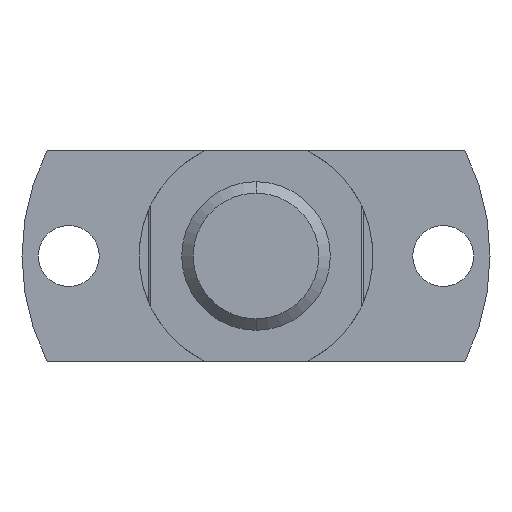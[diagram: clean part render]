
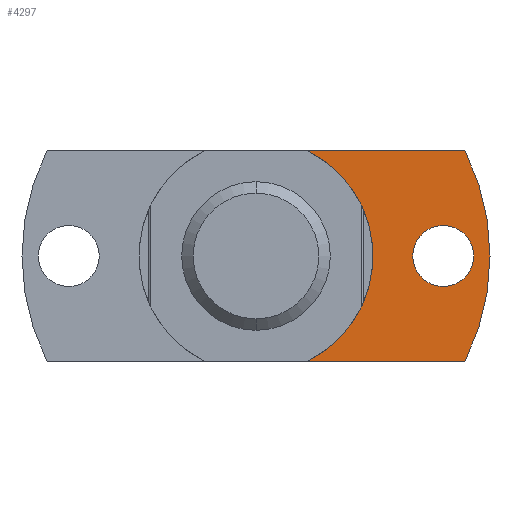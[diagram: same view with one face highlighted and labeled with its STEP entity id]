
A CAD part, front view. The second image highlights one B-rep face of the part: STEP entity #4297.
In plain terms, the highlighted planar face has unit normal (0, -1, 0).
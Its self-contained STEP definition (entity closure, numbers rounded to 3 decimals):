
#58 = VECTOR ( 'NONE', #523, 1000. ) ;
#188 = EDGE_CURVE ( 'Defeature ausgef�hrt2_47+Defeature ausgef�hrt2_2+Defeature ausgef�hrt2_2+Defeature ausgef�hrt2_2', #3313, #2715, #1138, .T. ) ;
#494 = ORIENTED_EDGE ( 'NONE', *, *, #188, .F. ) ;
#523 = DIRECTION ( 'NONE',  ( -1., 0., 0. ) ) ;
#525 = CARTESIAN_POINT ( 'NONE',  ( 0., -5.8, 0. ) ) ;
#579 = EDGE_LOOP ( 'NONE', ( #3179, #3900, #627, #2470 ) ) ;
#626 = DIRECTION ( 'NONE',  ( 0., 0., -1. ) ) ;
#627 = ORIENTED_EDGE ( 'NONE', *, *, #4281, .F. ) ;
#830 = CARTESIAN_POINT ( 'NONE',  ( 0., -5.8, -4.5 ) ) ;
#886 = CARTESIAN_POINT ( 'NONE',  ( 8.93, -5.8, -4.5 ) ) ;
#1026 = CIRCLE ( 'NONE', #1109, 1.3 ) ;
#1045 = AXIS2_PLACEMENT_3D ( 'NONE', #2695, #3419, #626 ) ;
#1058 = FACE_OUTER_BOUND ( 'NONE', #579, .T. ) ;
#1102 = EDGE_CURVE ( 'Defeature ausgef�hrt2_47+Defeature ausgef�hrt2_2+Defeature ausgef�hrt2_2+Defeature ausgef�hrt2_2', #2715, #3313, #1026, .T. ) ;
#1109 = AXIS2_PLACEMENT_3D ( 'NONE', #1111, #3525, #3855 ) ;
#1111 = CARTESIAN_POINT ( 'NONE',  ( 8., -5.8, 0. ) ) ;
#1138 = CIRCLE ( 'NONE', #2456, 1.3 ) ;
#1159 = VERTEX_POINT ( 'NONE', #3914 ) ;
#1169 = DIRECTION ( 'NONE',  ( 0., -1., 0. ) ) ;
#1204 = CARTESIAN_POINT ( 'NONE',  ( 0., -5.8, 4.5 ) ) ;
#1820 = VERTEX_POINT ( 'NONE', #2920 ) ;
#1856 = DIRECTION ( 'NONE',  ( 0., 0., 1. ) ) ;
#1899 = DIRECTION ( 'NONE',  ( 1., 0., 0. ) ) ;
#1905 = EDGE_CURVE ( 'Defeature ausgef�hrt2_16+Defeature ausgef�hrt2_2+Defeature ausgef�hrt2_3+Defeature ausgef�hrt2_4', #2717, #4317, #2697, .T. ) ;
#1924 = CARTESIAN_POINT ( 'NONE',  ( 8., -5.8, -1.3 ) ) ;
#1952 = ORIENTED_EDGE ( 'NONE', *, *, #1102, .F. ) ;
#2197 = PLANE ( 'NONE',  #3646 ) ;
#2282 = EDGE_CURVE ( 'Defeature ausgef�hrt2_2+Defeature ausgef�hrt2_4+Defeature ausgef�hrt2_15+Defeature ausgef�hrt2_16', #1820, #4317, #2948, .T. ) ;
#2298 = CARTESIAN_POINT ( 'NONE',  ( 2.179, -5.8, -4.5 ) ) ;
#2305 = CARTESIAN_POINT ( 'NONE',  ( 8., -5.8, 1.3 ) ) ;
#2399 = DIRECTION ( 'NONE',  ( 0., -1., 0. ) ) ;
#2456 = AXIS2_PLACEMENT_3D ( 'NONE', #4158, #2399, #3823 ) ;
#2470 = ORIENTED_EDGE ( 'NONE', *, *, #2282, .T. ) ;
#2695 = CARTESIAN_POINT ( 'NONE',  ( 0., -5.8, 0. ) ) ;
#2697 = LINE ( 'NONE', #830, #58 ) ;
#2715 = VERTEX_POINT ( 'NONE', #1924 ) ;
#2717 = VERTEX_POINT ( 'NONE', #886 ) ;
#2894 = DIRECTION ( 'NONE',  ( 0., -1., 0. ) ) ;
#2920 = CARTESIAN_POINT ( 'NONE',  ( 2.179, -5.8, 4.5 ) ) ;
#2922 = EDGE_LOOP ( 'NONE', ( #1952, #494 ) ) ;
#2925 = CARTESIAN_POINT ( 'NONE',  ( 0., -5.8, 0. ) ) ;
#2948 = CIRCLE ( 'NONE', #1045, 5. ) ;
#3179 = ORIENTED_EDGE ( 'NONE', *, *, #1905, .F. ) ;
#3252 = VECTOR ( 'NONE', #1899, 1000. ) ;
#3313 = VERTEX_POINT ( 'NONE', #2305 ) ;
#3380 = CIRCLE ( 'NONE', #4249, 10. ) ;
#3419 = DIRECTION ( 'NONE',  ( 0., 1., 0. ) ) ;
#3525 = DIRECTION ( 'NONE',  ( 0., -1., 0. ) ) ;
#3646 = AXIS2_PLACEMENT_3D ( 'NONE', #2925, #2894, #4302 ) ;
#3700 = EDGE_CURVE ( 'Defeature ausgef�hrt2_2+Defeature ausgef�hrt2_3+Defeature ausgef�hrt2_16+Defeature ausgef�hrt2_15', #2717, #1159, #3380, .T. ) ;
#3823 = DIRECTION ( 'NONE',  ( 0., 0., 1. ) ) ;
#3855 = DIRECTION ( 'NONE',  ( 0., 0., 1. ) ) ;
#3900 = ORIENTED_EDGE ( 'NONE', *, *, #3700, .T. ) ;
#3914 = CARTESIAN_POINT ( 'NONE',  ( 8.93, -5.8, 4.5 ) ) ;
#4065 = FACE_BOUND ( 'NONE', #2922, .T. ) ;
#4158 = CARTESIAN_POINT ( 'NONE',  ( 8., -5.8, 0. ) ) ;
#4170 = LINE ( 'NONE', #1204, #3252 ) ;
#4249 = AXIS2_PLACEMENT_3D ( 'NONE', #525, #1169, #1856 ) ;
#4281 = EDGE_CURVE ( 'Defeature ausgef�hrt2_15+Defeature ausgef�hrt2_2+Defeature ausgef�hrt2_4+Defeature ausgef�hrt2_3', #1820, #1159, #4170, .T. ) ;
#4297 = ADVANCED_FACE ( 'Defeature ausgef�hrt2_2', ( #4065, #1058 ), #2197, .T. ) ;
#4302 = DIRECTION ( 'NONE',  ( 0., 0., 1. ) ) ;
#4317 = VERTEX_POINT ( 'NONE', #2298 ) ;
